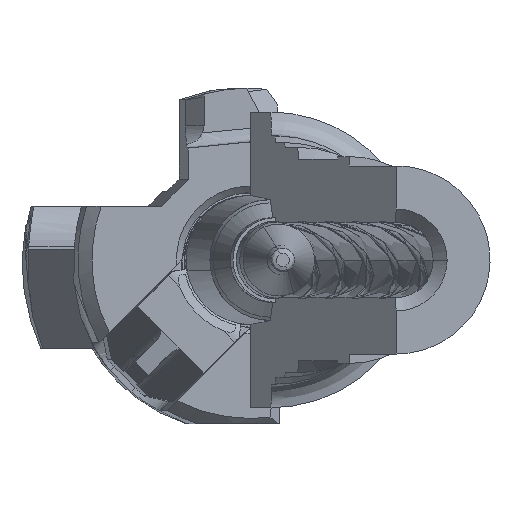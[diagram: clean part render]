
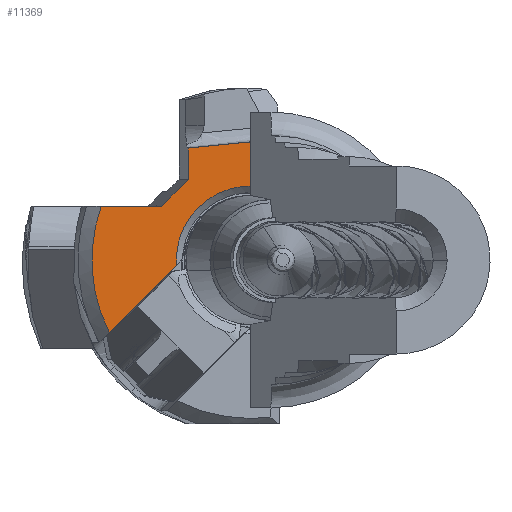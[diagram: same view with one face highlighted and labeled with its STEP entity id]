
A CAD part, left-side view. The second image highlights one B-rep face of the part: STEP entity #11369.
In plain terms, the highlighted free-form (B-spline) face has degree [1, 1] with [2, 2] control points.
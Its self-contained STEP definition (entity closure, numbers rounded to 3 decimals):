
#8403 = VERTEX_POINT('',#8404);
#8404 = CARTESIAN_POINT('',(-79.544,21.541,
    7.656));
#8409 = EDGE_CURVE('',#8403,#8410,#8412,.T.);
#8410 = VERTEX_POINT('',#8411);
#8411 = CARTESIAN_POINT('',(-79.544,21.541,
    4.284));
#8412 = B_SPLINE_CURVE_WITH_KNOTS('',1,(#8413,#8414),.UNSPECIFIED.,.F.,
  .F.,(2,2),(-1.984,1.984),.PIECEWISE_BEZIER_KNOTS.);
#8413 = CARTESIAN_POINT('',(-79.544,21.541,
    7.656));
#8414 = CARTESIAN_POINT('',(-79.544,21.541,
    4.284));
#9771 = VERTEX_POINT('',#9772);
#9772 = CARTESIAN_POINT('',(-79.804,27.313,
    5.099));
#9777 = EDGE_CURVE('',#9771,#9778,#9780,.T.);
#9778 = VERTEX_POINT('',#9779);
#9779 = CARTESIAN_POINT('',(-79.804,27.313,
    7.091));
#9780 = B_SPLINE_CURVE_WITH_KNOTS('',1,(#9781,#9782),.UNSPECIFIED.,.F.,
  .F.,(2,2),(-1.172,1.172),.PIECEWISE_BEZIER_KNOTS.);
#9781 = CARTESIAN_POINT('',(-79.804,27.313,
    5.099));
#9782 = CARTESIAN_POINT('',(-79.804,27.313,
    7.091));
#11360 = EDGE_CURVE('',#9778,#8403,#11361,.T.);
#11361 = B_SPLINE_CURVE_WITH_KNOTS('',1,(#11362,#11363),.UNSPECIFIED.,
  .F.,.F.,(2,2),(-3.416,3.416),
  .PIECEWISE_BEZIER_KNOTS.);
#11362 = CARTESIAN_POINT('',(-79.804,27.313,
    7.091));
#11363 = CARTESIAN_POINT('',(-79.544,21.541,
    7.656));
#11369 = ADVANCED_FACE('',(#11370),#11432,.F.);
#11370 = FACE_BOUND('',#11371,.T.);
#11371 = EDGE_LOOP('',(#11372,#11381,#11389,#11397,#11403,#11404,#11405,
    #11406,#11413,#11420));
#11372 = ORIENTED_EDGE('',*,*,#11373,.F.);
#11373 = EDGE_CURVE('',#11374,#11376,#11378,.T.);
#11374 = VERTEX_POINT('',#11375);
#11375 = CARTESIAN_POINT('',(-79.837,28.065,
    -0.335));
#11376 = VERTEX_POINT('',#11377);
#11377 = CARTESIAN_POINT('',(-80.029,32.315,
    -4.589));
#11378 = B_SPLINE_CURVE_WITH_KNOTS('',1,(#11379,#11380),.UNSPECIFIED.,
  .F.,.F.,(2,2),(-3.54,3.54),
  .PIECEWISE_BEZIER_KNOTS.);
#11379 = CARTESIAN_POINT('',(-79.837,28.065,
    -0.335));
#11380 = CARTESIAN_POINT('',(-80.029,32.315,
    -4.589));
#11381 = ORIENTED_EDGE('',*,*,#11382,.T.);
#11382 = EDGE_CURVE('',#11374,#11383,#11385,.T.);
#11383 = VERTEX_POINT('',#11384);
#11384 = CARTESIAN_POINT('',(-79.816,27.599,
    2.06));
#11385 = ( BOUNDED_CURVE() B_SPLINE_CURVE(2,(#11386,#11387,#11388),
.UNSPECIFIED.,.F.,.F.) B_SPLINE_CURVE_WITH_KNOTS((3,3),(4.641,
5.169),.PIECEWISE_BEZIER_KNOTS.) CURVE() 
GEOMETRIC_REPRESENTATION_ITEM() RATIONAL_B_SPLINE_CURVE((1.,
0.965,1.)) REPRESENTATION_ITEM('') );
#11386 = CARTESIAN_POINT('',(-79.837,28.065,
    -0.335));
#11387 = CARTESIAN_POINT('',(-79.841,28.156,
    0.926));
#11388 = CARTESIAN_POINT('',(-79.816,27.599,
    2.06));
#11389 = ORIENTED_EDGE('',*,*,#11390,.T.);
#11390 = EDGE_CURVE('',#11383,#11391,#11393,.T.);
#11391 = VERTEX_POINT('',#11392);
#11392 = CARTESIAN_POINT('',(-79.628,23.408,
    4.674));
#11393 = ( BOUNDED_CURVE() B_SPLINE_CURVE(2,(#11394,#11395,#11396),
.UNSPECIFIED.,.F.,.F.) B_SPLINE_CURVE_WITH_KNOTS((3,3),(5.169,
6.283),.PIECEWISE_BEZIER_KNOTS.) CURVE() 
GEOMETRIC_REPRESENTATION_ITEM() RATIONAL_B_SPLINE_CURVE((1.,
0.849,1.)) REPRESENTATION_ITEM('') );
#11394 = CARTESIAN_POINT('',(-79.816,27.599,
    2.06));
#11395 = CARTESIAN_POINT('',(-79.759,26.317,
    4.674));
#11396 = CARTESIAN_POINT('',(-79.628,23.408,
    4.674));
#11397 = ORIENTED_EDGE('',*,*,#11398,.T.);
#11398 = EDGE_CURVE('',#11391,#8410,#11399,.T.);
#11399 = ( BOUNDED_CURVE() B_SPLINE_CURVE(2,(#11400,#11401,#11402),
.UNSPECIFIED.,.F.,.F.) B_SPLINE_CURVE_WITH_KNOTS((3,3),(0.,
0.412),.PIECEWISE_BEZIER_KNOTS.) CURVE() 
GEOMETRIC_REPRESENTATION_ITEM() RATIONAL_B_SPLINE_CURVE((1.,
0.979,1.)) REPRESENTATION_ITEM('') );
#11400 = CARTESIAN_POINT('',(-79.628,23.408,
    4.674));
#11401 = CARTESIAN_POINT('',(-79.584,22.434,
    4.674));
#11402 = CARTESIAN_POINT('',(-79.544,21.541,
    4.284));
#11403 = ORIENTED_EDGE('',*,*,#8409,.F.);
#11404 = ORIENTED_EDGE('',*,*,#11360,.F.);
#11405 = ORIENTED_EDGE('',*,*,#9777,.F.);
#11406 = ORIENTED_EDGE('',*,*,#11407,.F.);
#11407 = EDGE_CURVE('',#11408,#9771,#11410,.T.);
#11408 = VERTEX_POINT('',#11409);
#11409 = CARTESIAN_POINT('',(-79.88,29.011,
    3.399));
#11410 = B_SPLINE_CURVE_WITH_KNOTS('',1,(#11411,#11412),.UNSPECIFIED.,
  .F.,.F.,(2,2),(-1.414,1.414),
  .PIECEWISE_BEZIER_KNOTS.);
#11411 = CARTESIAN_POINT('',(-79.88,29.011,
    3.399));
#11412 = CARTESIAN_POINT('',(-79.804,27.313,
    5.099));
#11413 = ORIENTED_EDGE('',*,*,#11414,.T.);
#11414 = EDGE_CURVE('',#11408,#11415,#11417,.T.);
#11415 = VERTEX_POINT('',#11416);
#11416 = CARTESIAN_POINT('',(-80.052,32.833,
    3.399));
#11417 = B_SPLINE_CURVE_WITH_KNOTS('',1,(#11418,#11419),.UNSPECIFIED.,
  .F.,.F.,(2,2),(-2.251,2.251),
  .PIECEWISE_BEZIER_KNOTS.);
#11418 = CARTESIAN_POINT('',(-79.88,29.011,
    3.399));
#11419 = CARTESIAN_POINT('',(-80.052,32.833,
    3.399));
#11420 = ORIENTED_EDGE('',*,*,#11421,.T.);
#11421 = EDGE_CURVE('',#11415,#11376,#11422,.T.);
#11422 = B_SPLINE_CURVE_WITH_KNOTS('',5,(#11423,#11424,#11425,#11426,
    #11427,#11428,#11429,#11430,#11431),.UNSPECIFIED.,.F.,.F.,(6,3,6),(
    0.,8.344,13.73),.UNSPECIFIED.);
#11423 = CARTESIAN_POINT('',(-80.052,32.833,
    3.399));
#11424 = CARTESIAN_POINT('',(-80.067,33.171,
    2.458));
#11425 = CARTESIAN_POINT('',(-80.077,33.393,
    1.474));
#11426 = CARTESIAN_POINT('',(-80.081,33.49,
    0.466));
#11427 = CARTESIAN_POINT('',(-80.079,33.442,
    -1.193));
#11428 = CARTESIAN_POINT('',(-80.062,33.06,
    -2.8));
#11429 = CARTESIAN_POINT('',(-80.053,32.859,
    -3.417));
#11430 = CARTESIAN_POINT('',(-80.042,32.61,
    -4.015));
#11431 = CARTESIAN_POINT('',(-80.029,32.315,
    -4.589));
#11432 = B_SPLINE_SURFACE_WITH_KNOTS('',1,1,(
    (#11433,#11434)
    ,(#11435,#11436
    )),.UNSPECIFIED.,.F.,.F.,.F.,(2,2),(2,2),(-9.01,
    5.4),(-7.3,6.776),.PIECEWISE_BEZIER_KNOTS.);
#11433 = CARTESIAN_POINT('',(-79.544,21.541,
    7.656));
#11434 = CARTESIAN_POINT('',(-80.081,33.49,
    7.656));
#11435 = CARTESIAN_POINT('',(-79.544,21.541,
    -4.589));
#11436 = CARTESIAN_POINT('',(-80.081,33.49,
    -4.589));
